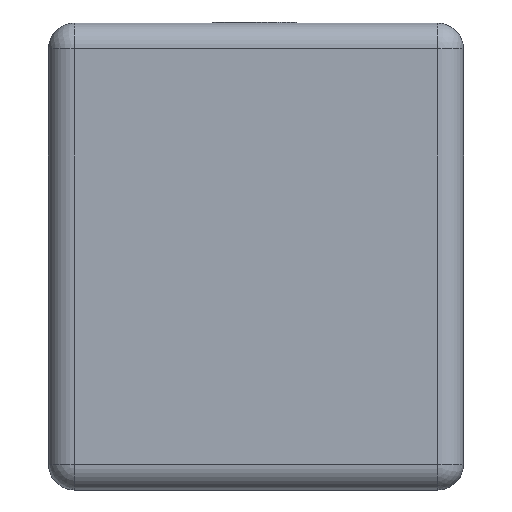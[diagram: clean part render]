
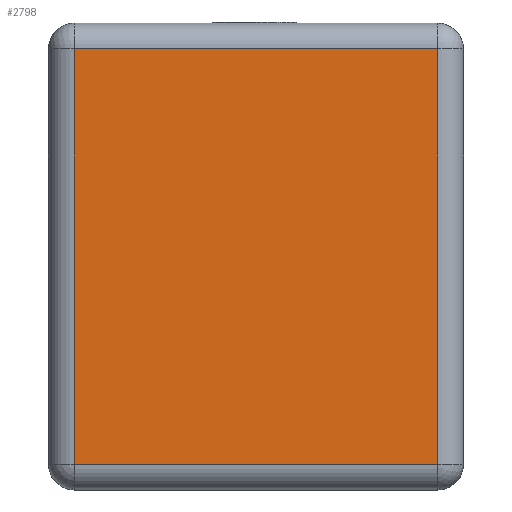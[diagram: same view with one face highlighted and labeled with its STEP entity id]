
A CAD part, left-side view. The second image highlights one B-rep face of the part: STEP entity #2798.
In plain terms, the highlighted planar face has unit normal (-1, 0, 0).
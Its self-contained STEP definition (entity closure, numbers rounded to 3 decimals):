
#217=PLANE('',#3063);
#293=LINE('',#3790,#566);
#294=LINE('',#3799,#567);
#298=LINE('',#3815,#571);
#303=LINE('',#3825,#576);
#566=VECTOR('',#3214,10.);
#567=VECTOR('',#3225,10.);
#571=VECTOR('',#3243,10.);
#576=VECTOR('',#3254,10.);
#870=FACE_OUTER_BOUND('',#1028,.T.);
#1028=EDGE_LOOP('',(#1976,#1977,#1978,#1979));
#1223=VERTEX_POINT('',#3770);
#1229=VERTEX_POINT('',#3785);
#1230=VERTEX_POINT('',#3792);
#1235=VERTEX_POINT('',#3808);
#1508=EDGE_CURVE('',#1223,#1229,#293,.T.);
#1512=EDGE_CURVE('',#1230,#1223,#294,.T.);
#1520=EDGE_CURVE('',#1235,#1230,#298,.T.);
#1526=EDGE_CURVE('',#1229,#1235,#303,.T.);
#1976=ORIENTED_EDGE('',*,*,#1508,.F.);
#1977=ORIENTED_EDGE('',*,*,#1512,.F.);
#1978=ORIENTED_EDGE('',*,*,#1520,.F.);
#1979=ORIENTED_EDGE('',*,*,#1526,.F.);
#2798=ADVANCED_FACE('',(#870),#217,.T.);
#3063=AXIS2_PLACEMENT_3D('',#3836,#3267,#3268);
#3214=DIRECTION('',(0.,0.,1.));
#3225=DIRECTION('',(0.,1.,0.));
#3243=DIRECTION('',(0.,0.,-1.));
#3254=DIRECTION('',(0.,-1.,0.));
#3267=DIRECTION('center_axis',(-1.,0.,0.));
#3268=DIRECTION('ref_axis',(0.,-1.,0.));
#3770=CARTESIAN_POINT('',(-0.8,0.35,0.05));
#3785=CARTESIAN_POINT('',(-0.8,0.35,0.85));
#3790=CARTESIAN_POINT('',(-0.8,0.35,0.));
#3792=CARTESIAN_POINT('',(-0.8,-0.35,0.05));
#3799=CARTESIAN_POINT('',(-0.8,0.2,0.05));
#3808=CARTESIAN_POINT('',(-0.8,-0.35,0.85));
#3815=CARTESIAN_POINT('',(-0.8,-0.35,0.));
#3825=CARTESIAN_POINT('',(-0.8,0.2,0.85));
#3836=CARTESIAN_POINT('Origin',(-0.8,0.4,0.));
